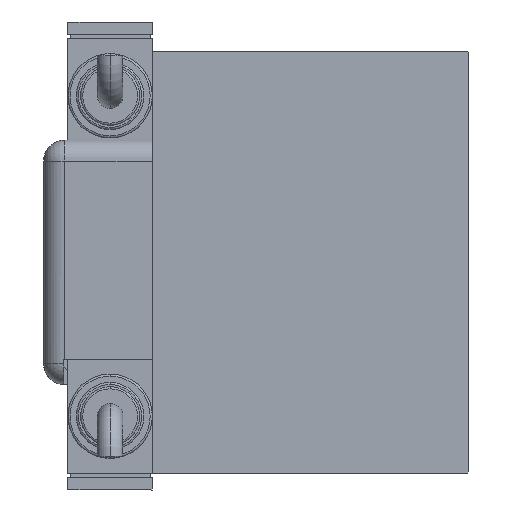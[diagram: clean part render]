
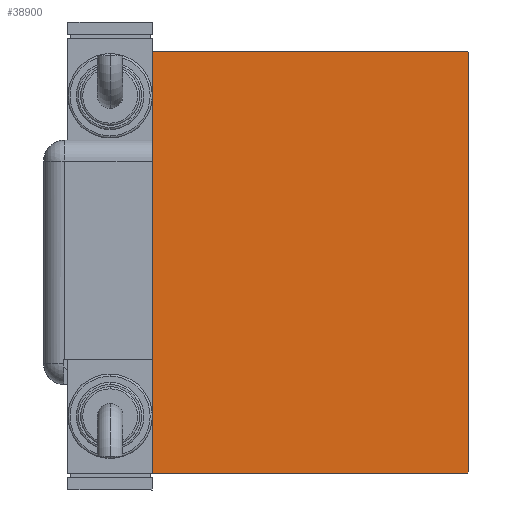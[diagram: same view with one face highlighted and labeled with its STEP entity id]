
A CAD part, left-side view. The second image highlights one B-rep face of the part: STEP entity #38900.
In plain terms, the highlighted face is planar.
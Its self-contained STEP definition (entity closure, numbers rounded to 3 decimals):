
#849 = CARTESIAN_POINT ( 'NONE',  ( 153., 43.6, 43.6 ) ) ;
#1620 = LINE ( 'NONE', #29891, #40941 ) ;
#1844 = ORIENTED_EDGE ( 'NONE', *, *, #14263, .T. ) ;
#2407 = EDGE_CURVE ( 'NONE', #20306, #36550, #12327, .T. ) ;
#2619 = LINE ( 'NONE', #25703, #27856 ) ;
#3375 = EDGE_CURVE ( 'NONE', #34787, #46313, #2619, .T. ) ;
#3461 = CARTESIAN_POINT ( 'NONE',  ( 153., 37.5, 49.7 ) ) ;
#5209 = LINE ( 'NONE', #23743, #39213 ) ;
#6876 = DIRECTION ( 'NONE',  ( 0., 0., -1. ) ) ;
#7986 = CARTESIAN_POINT ( 'NONE',  ( 153., 37.2, 50. ) ) ;
#8085 = EDGE_CURVE ( 'NONE', #13445, #20306, #22695, .T. ) ;
#11751 = LINE ( 'NONE', #30576, #43551 ) ;
#12327 = LINE ( 'NONE', #35434, #20997 ) ;
#13445 = VERTEX_POINT ( 'NONE', #46786 ) ;
#14263 = EDGE_CURVE ( 'NONE', #30434, #25083, #37945, .T. ) ;
#14815 = ORIENTED_EDGE ( 'NONE', *, *, #3375, .T. ) ;
#15865 = CARTESIAN_POINT ( 'NONE',  ( 153., 37.5, -50. ) ) ;
#16448 = VECTOR ( 'NONE', #24248, 1000. ) ;
#18184 = EDGE_CURVE ( 'NONE', #36550, #30434, #57523, .T. ) ;
#19929 = DIRECTION ( 'NONE',  ( 0., -0.707, -0.707 ) ) ;
#20306 = VERTEX_POINT ( 'NONE', #38236 ) ;
#20658 = CARTESIAN_POINT ( 'NONE',  ( 153., 37.5, -49.7 ) ) ;
#20997 = VECTOR ( 'NONE', #29957, 1000. ) ;
#22497 = CARTESIAN_POINT ( 'NONE',  ( 153., 0., 0. ) ) ;
#22649 = EDGE_CURVE ( 'NONE', #46313, #13445, #1620, .T. ) ;
#22695 = LINE ( 'NONE', #59199, #45366 ) ;
#23743 = CARTESIAN_POINT ( 'NONE',  ( 153., 37.5, 50. ) ) ;
#24248 = DIRECTION ( 'NONE',  ( 0., -0.707, 0.707 ) ) ;
#25083 = VERTEX_POINT ( 'NONE', #7986 ) ;
#25703 = CARTESIAN_POINT ( 'NONE',  ( 153., -37.5, 50. ) ) ;
#26416 = ORIENTED_EDGE ( 'NONE', *, *, #22649, .T. ) ;
#27723 = ORIENTED_EDGE ( 'NONE', *, *, #8085, .T. ) ;
#27856 = VECTOR ( 'NONE', #6876, 1000. ) ;
#27946 = DIRECTION ( 'NONE',  ( 1., 0., 0. ) ) ;
#28579 = EDGE_CURVE ( 'NONE', #25083, #53179, #5209, .T. ) ;
#29891 = CARTESIAN_POINT ( 'NONE',  ( 153., -43.6, -43.6 ) ) ;
#29957 = DIRECTION ( 'NONE',  ( 0., 0.707, 0.707 ) ) ;
#30004 = EDGE_LOOP ( 'NONE', ( #27723, #49361, #30814, #1844, #34257, #49767, #14815, #26416 ) ) ;
#30434 = VERTEX_POINT ( 'NONE', #3461 ) ;
#30576 = CARTESIAN_POINT ( 'NONE',  ( 153., -43.6, 43.6 ) ) ;
#30814 = ORIENTED_EDGE ( 'NONE', *, *, #18184, .T. ) ;
#31933 = DIRECTION ( 'NONE',  ( 0., 0., -1. ) ) ;
#34257 = ORIENTED_EDGE ( 'NONE', *, *, #28579, .T. ) ;
#34725 = DIRECTION ( 'NONE',  ( 0., 0., 1. ) ) ;
#34787 = VERTEX_POINT ( 'NONE', #58141 ) ;
#35434 = CARTESIAN_POINT ( 'NONE',  ( 153., 43.6, -43.6 ) ) ;
#36550 = VERTEX_POINT ( 'NONE', #20658 ) ;
#36698 = DIRECTION ( 'NONE',  ( 0., 1., 0. ) ) ;
#37945 = LINE ( 'NONE', #849, #16448 ) ;
#38236 = CARTESIAN_POINT ( 'NONE',  ( 153., 37.2, -50. ) ) ;
#38416 = DIRECTION ( 'NONE',  ( 0., 0.707, -0.707 ) ) ;
#38900 = ADVANCED_FACE ( 'NONE', ( #46228 ), #59300, .T. ) ;
#39213 = VECTOR ( 'NONE', #42313, 1000. ) ;
#40537 = AXIS2_PLACEMENT_3D ( 'NONE', #22497, #27946, #31933 ) ;
#40941 = VECTOR ( 'NONE', #38416, 1000. ) ;
#42209 = EDGE_CURVE ( 'NONE', #53179, #34787, #11751, .T. ) ;
#42313 = DIRECTION ( 'NONE',  ( 0., -1., 0. ) ) ;
#43551 = VECTOR ( 'NONE', #19929, 1000. ) ;
#44171 = CARTESIAN_POINT ( 'NONE',  ( 153., -37.2, 50. ) ) ;
#44807 = VECTOR ( 'NONE', #34725, 1000. ) ;
#45366 = VECTOR ( 'NONE', #36698, 1000. ) ;
#46228 = FACE_OUTER_BOUND ( 'NONE', #30004, .T. ) ;
#46313 = VERTEX_POINT ( 'NONE', #57792 ) ;
#46786 = CARTESIAN_POINT ( 'NONE',  ( 153., -37.2, -50. ) ) ;
#49361 = ORIENTED_EDGE ( 'NONE', *, *, #2407, .T. ) ;
#49767 = ORIENTED_EDGE ( 'NONE', *, *, #42209, .T. ) ;
#53179 = VERTEX_POINT ( 'NONE', #44171 ) ;
#57523 = LINE ( 'NONE', #15865, #44807 ) ;
#57792 = CARTESIAN_POINT ( 'NONE',  ( 153., -37.5, -49.7 ) ) ;
#58141 = CARTESIAN_POINT ( 'NONE',  ( 153., -37.5, 49.7 ) ) ;
#59199 = CARTESIAN_POINT ( 'NONE',  ( 153., -37.5, -50. ) ) ;
#59300 = PLANE ( 'NONE',  #40537 ) ;
